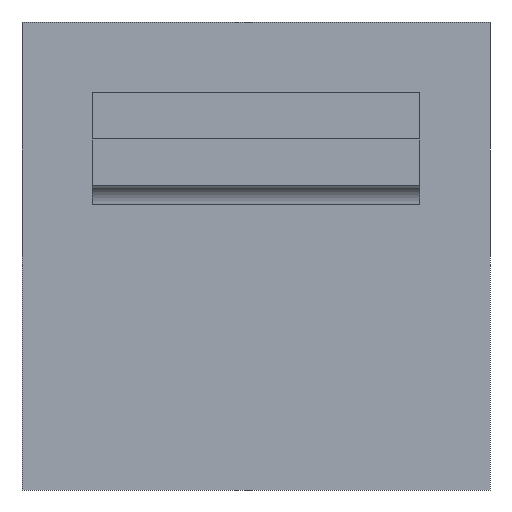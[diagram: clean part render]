
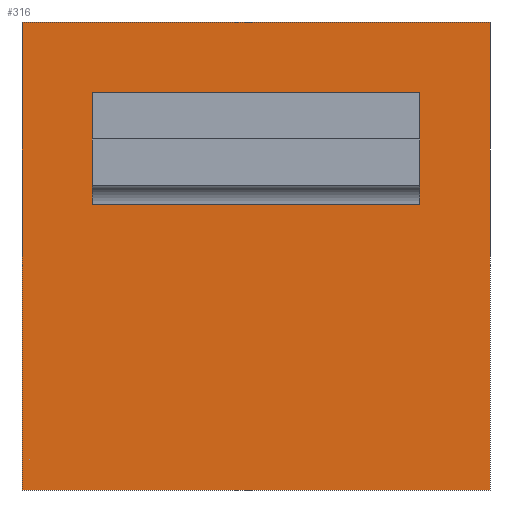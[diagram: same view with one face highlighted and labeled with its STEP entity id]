
A CAD part, left-side view. The second image highlights one B-rep face of the part: STEP entity #316.
In plain terms, the highlighted planar face has unit normal (-1, 0, 0).
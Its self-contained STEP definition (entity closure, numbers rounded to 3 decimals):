
#16=FACE_BOUND('',#58,.T.);
#39=FACE_OUTER_BOUND('',#57,.T.);
#57=EDGE_LOOP('',(#260,#261,#262,#263));
#58=EDGE_LOOP('',(#264,#265,#266,#267));
#72=LINE('',#479,#108);
#76=LINE('',#487,#112);
#79=LINE('',#493,#115);
#82=LINE('',#498,#118);
#84=LINE('',#503,#120);
#88=LINE('',#511,#124);
#93=LINE('',#524,#129);
#96=LINE('',#530,#132);
#108=VECTOR('',#395,10.);
#112=VECTOR('',#401,10.);
#115=VECTOR('',#406,10.);
#118=VECTOR('',#411,10.);
#120=VECTOR('',#415,10.);
#124=VECTOR('',#421,10.);
#129=VECTOR('',#432,10.);
#132=VECTOR('',#439,10.);
#144=VERTEX_POINT('',#477);
#145=VERTEX_POINT('',#478);
#148=VERTEX_POINT('',#486);
#150=VERTEX_POINT('',#492);
#152=VERTEX_POINT('',#501);
#153=VERTEX_POINT('',#502);
#156=VERTEX_POINT('',#510);
#160=VERTEX_POINT('',#520);
#176=EDGE_CURVE('',#144,#145,#72,.T.);
#180=EDGE_CURVE('',#145,#148,#76,.T.);
#183=EDGE_CURVE('',#148,#150,#79,.T.);
#186=EDGE_CURVE('',#150,#144,#82,.T.);
#188=EDGE_CURVE('',#152,#153,#84,.T.);
#192=EDGE_CURVE('',#153,#156,#88,.T.);
#199=EDGE_CURVE('',#156,#160,#93,.T.);
#202=EDGE_CURVE('',#160,#152,#96,.T.);
#260=ORIENTED_EDGE('',*,*,#183,.F.);
#261=ORIENTED_EDGE('',*,*,#180,.F.);
#262=ORIENTED_EDGE('',*,*,#176,.F.);
#263=ORIENTED_EDGE('',*,*,#186,.F.);
#264=ORIENTED_EDGE('',*,*,#199,.F.);
#265=ORIENTED_EDGE('',*,*,#192,.F.);
#266=ORIENTED_EDGE('',*,*,#188,.F.);
#267=ORIENTED_EDGE('',*,*,#202,.F.);
#299=PLANE('',#362);
#316=ADVANCED_FACE('',(#39,#16),#299,.T.);
#362=AXIS2_PLACEMENT_3D('',#529,#437,#438);
#395=DIRECTION('',(0.,0.,-1.));
#401=DIRECTION('',(0.,1.,0.));
#406=DIRECTION('',(0.,0.,1.));
#411=DIRECTION('',(0.,-1.,0.));
#415=DIRECTION('',(0.,1.,0.));
#421=DIRECTION('',(0.,0.,-1.));
#432=DIRECTION('',(0.,-1.,0.));
#437=DIRECTION('center_axis',(-1.,0.,0.));
#438=DIRECTION('ref_axis',(0.,1.,0.));
#439=DIRECTION('',(0.,0.,1.));
#477=CARTESIAN_POINT('',(-1.539,-7.5,12.5));
#478=CARTESIAN_POINT('',(-1.539,-7.5,-37.5));
#479=CARTESIAN_POINT('',(-1.539,-7.5,-25.));
#486=CARTESIAN_POINT('',(-1.539,42.5,-37.5));
#487=CARTESIAN_POINT('',(-1.539,30.,-37.5));
#492=CARTESIAN_POINT('',(-1.539,42.5,12.5));
#493=CARTESIAN_POINT('',(-1.539,42.5,0.));
#498=CARTESIAN_POINT('',(-1.539,5.,12.5));
#501=CARTESIAN_POINT('',(-1.539,0.,5.));
#502=CARTESIAN_POINT('',(-1.539,35.,5.));
#503=CARTESIAN_POINT('',(-1.539,17.5,5.));
#510=CARTESIAN_POINT('',(-1.539,35.,-7.));
#511=CARTESIAN_POINT('',(-1.539,35.,-6.25));
#520=CARTESIAN_POINT('',(-1.539,0.,-7.));
#524=CARTESIAN_POINT('',(-1.539,17.5,-7.));
#529=CARTESIAN_POINT('Origin',(-1.539,0.,0.));
#530=CARTESIAN_POINT('',(-1.539,0.,-6.25));
